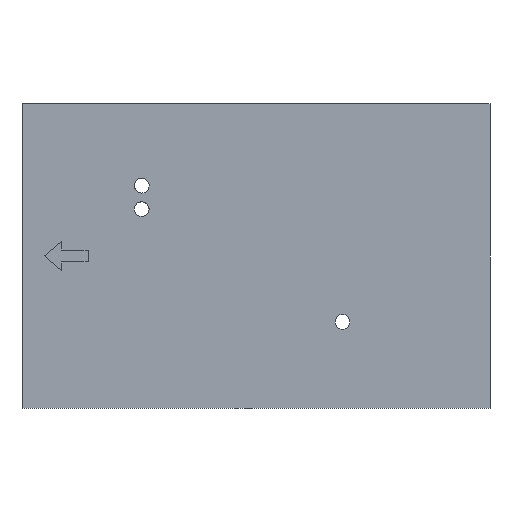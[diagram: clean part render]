
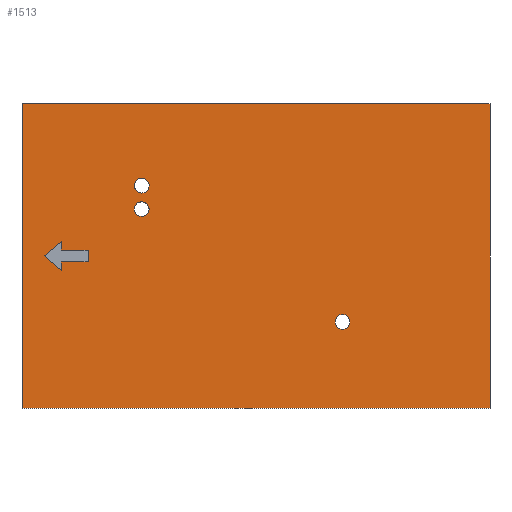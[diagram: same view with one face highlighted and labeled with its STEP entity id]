
A CAD part, front view. The second image highlights one B-rep face of the part: STEP entity #1513.
In plain terms, the highlighted planar face has unit normal (0, -1, 0).
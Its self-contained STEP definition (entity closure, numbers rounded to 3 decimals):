
#17=FACE_BOUND('',#206,.T.);
#18=FACE_BOUND('',#207,.T.);
#19=FACE_BOUND('',#208,.T.);
#20=FACE_BOUND('',#209,.T.);
#68=CIRCLE('',#1593,1.);
#70=CIRCLE('',#1596,1.);
#72=CIRCLE('',#1599,1.);
#74=CIRCLE('',#1602,1.);
#76=CIRCLE('',#1605,1.);
#125=FACE_OUTER_BOUND('',#205,.T.);
#205=EDGE_LOOP('',(#1198,#1199,#1200,#1201));
#206=EDGE_LOOP('',(#1202,#1203,#1204,#1205,#1206,#1207,#1208));
#207=EDGE_LOOP('',(#1209,#1210));
#208=EDGE_LOOP('',(#1211,#1212));
#209=EDGE_LOOP('',(#1213));
#288=LINE('',#2128,#466);
#293=LINE('',#2137,#471);
#295=LINE('',#2142,#473);
#298=LINE('',#2148,#476);
#301=LINE('',#2154,#479);
#306=LINE('',#2268,#484);
#308=LINE('',#2271,#486);
#323=LINE('',#2464,#501);
#336=LINE('',#2488,#514);
#339=LINE('',#2494,#517);
#359=LINE('',#2533,#537);
#466=VECTOR('',#1739,10.);
#471=VECTOR('',#1746,10.);
#473=VECTOR('',#1750,10.);
#476=VECTOR('',#1755,10.);
#479=VECTOR('',#1760,10.);
#484=VECTOR('',#1771,10.);
#486=VECTOR('',#1775,10.);
#501=VECTOR('',#1842,10.);
#514=VECTOR('',#1859,10.);
#517=VECTOR('',#1864,10.);
#537=VECTOR('',#1892,10.);
#643=VERTEX_POINT('',#2124);
#645=VERTEX_POINT('',#2127);
#648=VERTEX_POINT('',#2135);
#649=VERTEX_POINT('',#2139);
#651=VERTEX_POINT('',#2145);
#653=VERTEX_POINT('',#2151);
#668=VERTEX_POINT('',#2267);
#671=VERTEX_POINT('',#2397);
#673=VERTEX_POINT('',#2403);
#675=VERTEX_POINT('',#2412);
#677=VERTEX_POINT('',#2427);
#679=VERTEX_POINT('',#2430);
#686=VERTEX_POINT('',#2460);
#688=VERTEX_POINT('',#2463);
#697=VERTEX_POINT('',#2487);
#698=VERTEX_POINT('',#2491);
#797=EDGE_CURVE('',#645,#643,#288,.T.);
#802=EDGE_CURVE('',#643,#648,#293,.T.);
#804=EDGE_CURVE('',#648,#649,#295,.T.);
#807=EDGE_CURVE('',#649,#651,#298,.T.);
#810=EDGE_CURVE('',#651,#653,#301,.T.);
#827=EDGE_CURVE('',#668,#645,#306,.T.);
#829=EDGE_CURVE('',#653,#668,#308,.T.);
#841=EDGE_CURVE('',#671,#671,#68,.T.);
#845=EDGE_CURVE('',#675,#673,#70,.T.);
#848=EDGE_CURVE('',#673,#675,#72,.T.);
#851=EDGE_CURVE('',#679,#677,#74,.T.);
#854=EDGE_CURVE('',#677,#679,#76,.T.);
#866=EDGE_CURVE('',#688,#686,#323,.T.);
#879=EDGE_CURVE('',#697,#688,#336,.T.);
#882=EDGE_CURVE('',#686,#698,#339,.T.);
#902=EDGE_CURVE('',#697,#698,#359,.T.);
#1198=ORIENTED_EDGE('',*,*,#902,.F.);
#1199=ORIENTED_EDGE('',*,*,#879,.T.);
#1200=ORIENTED_EDGE('',*,*,#866,.T.);
#1201=ORIENTED_EDGE('',*,*,#882,.T.);
#1202=ORIENTED_EDGE('',*,*,#827,.T.);
#1203=ORIENTED_EDGE('',*,*,#797,.T.);
#1204=ORIENTED_EDGE('',*,*,#802,.T.);
#1205=ORIENTED_EDGE('',*,*,#804,.T.);
#1206=ORIENTED_EDGE('',*,*,#807,.T.);
#1207=ORIENTED_EDGE('',*,*,#810,.T.);
#1208=ORIENTED_EDGE('',*,*,#829,.T.);
#1209=ORIENTED_EDGE('',*,*,#848,.T.);
#1210=ORIENTED_EDGE('',*,*,#845,.T.);
#1211=ORIENTED_EDGE('',*,*,#851,.T.);
#1212=ORIENTED_EDGE('',*,*,#854,.T.);
#1213=ORIENTED_EDGE('',*,*,#841,.T.);
#1435=PLANE('',#1621);
#1513=ADVANCED_FACE('',(#125,#17,#18,#19,#20),#1435,.F.);
#1593=AXIS2_PLACEMENT_3D('',#2398,#1785,#1786);
#1596=AXIS2_PLACEMENT_3D('',#2413,#1792,#1793);
#1599=AXIS2_PLACEMENT_3D('',#2424,#1798,#1799);
#1602=AXIS2_PLACEMENT_3D('',#2431,#1805,#1806);
#1605=AXIS2_PLACEMENT_3D('',#2436,#1812,#1813);
#1621=AXIS2_PLACEMENT_3D('',#2532,#1890,#1891);
#1739=DIRECTION('',(0.,0.,-1.));
#1746=DIRECTION('',(1.,0.,0.));
#1750=DIRECTION('',(0.,0.,-1.));
#1755=DIRECTION('',(-1.,0.,0.));
#1760=DIRECTION('',(0.,0.,-1.));
#1771=DIRECTION('',(0.758,0.,0.652));
#1775=DIRECTION('',(-0.758,0.,0.652));
#1785=DIRECTION('center_axis',(0.,1.,0.));
#1786=DIRECTION('ref_axis',(0.,0.,-1.));
#1792=DIRECTION('center_axis',(0.,1.,0.));
#1793=DIRECTION('ref_axis',(-1.,0.,0.));
#1798=DIRECTION('center_axis',(0.,1.,0.));
#1799=DIRECTION('ref_axis',(0.984,0.,0.18));
#1805=DIRECTION('center_axis',(0.,1.,0.));
#1806=DIRECTION('ref_axis',(0.,0.,-1.));
#1812=DIRECTION('center_axis',(0.,1.,0.));
#1813=DIRECTION('ref_axis',(0.981,0.,-0.191));
#1842=DIRECTION('',(-1.,0.,0.));
#1859=DIRECTION('',(0.,0.,1.));
#1864=DIRECTION('',(0.,0.,-1.));
#1890=DIRECTION('center_axis',(0.,1.,0.));
#1891=DIRECTION('ref_axis',(0.,0.,1.));
#1892=DIRECTION('',(-1.,0.,0.));
#2124=CARTESIAN_POINT('',(67.666,0.639,-1.379));
#2127=CARTESIAN_POINT('',(67.666,0.639,-0.209));
#2128=CARTESIAN_POINT('',(67.666,0.639,-0.441));
#2135=CARTESIAN_POINT('',(71.266,0.639,-1.379));
#2137=CARTESIAN_POINT('',(77.761,0.639,-1.379));
#2139=CARTESIAN_POINT('',(71.266,0.639,-2.979));
#2142=CARTESIAN_POINT('',(71.266,0.639,-1.141));
#2145=CARTESIAN_POINT('',(67.666,0.639,-2.979));
#2148=CARTESIAN_POINT('',(77.761,0.639,-2.979));
#2151=CARTESIAN_POINT('',(67.666,0.639,-4.148));
#2154=CARTESIAN_POINT('',(67.666,0.639,-1.841));
#2267=CARTESIAN_POINT('',(65.377,0.639,-2.179));
#2268=CARTESIAN_POINT('',(72.509,0.639,3.958));
#2271=CARTESIAN_POINT('',(71.483,0.639,-7.432));
#2397=CARTESIAN_POINT('',(105.511,0.639,-10.051));
#2398=CARTESIAN_POINT('Origin',(105.511,0.639,-11.051));
#2403=CARTESIAN_POINT('',(78.286,0.639,5.108));
#2412=CARTESIAN_POINT('',(77.925,0.639,3.296));
#2413=CARTESIAN_POINT('Origin',(78.481,0.639,4.127));
#2424=CARTESIAN_POINT('Origin',(78.481,0.639,4.127));
#2427=CARTESIAN_POINT('',(78.481,0.639,6.295));
#2430=CARTESIAN_POINT('',(78.863,0.639,8.219));
#2431=CARTESIAN_POINT('Origin',(78.481,0.639,7.295));
#2436=CARTESIAN_POINT('Origin',(78.481,0.639,7.295));
#2460=CARTESIAN_POINT('',(62.366,0.639,18.321));
#2463=CARTESIAN_POINT('',(125.366,0.639,18.321));
#2464=CARTESIAN_POINT('',(88.836,0.639,18.321));
#2487=CARTESIAN_POINT('',(125.366,0.639,-22.679));
#2488=CARTESIAN_POINT('',(125.366,0.639,-1.141));
#2491=CARTESIAN_POINT('',(62.366,0.639,-22.679));
#2494=CARTESIAN_POINT('',(62.366,0.639,-1.141));
#2532=CARTESIAN_POINT('Origin',(86.056,0.639,-0.103));
#2533=CARTESIAN_POINT('',(89.961,0.639,-22.679));
